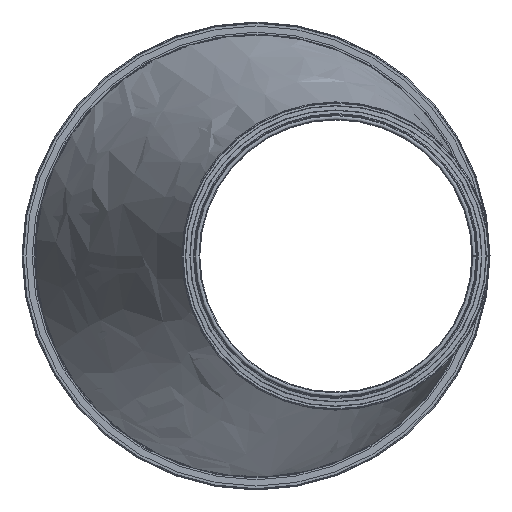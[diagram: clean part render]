
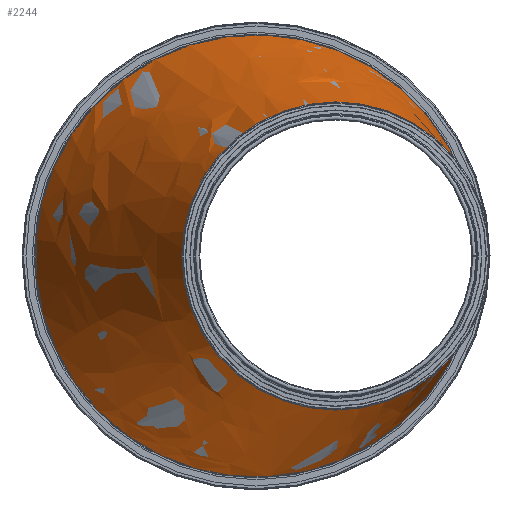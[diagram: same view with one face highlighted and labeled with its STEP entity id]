
A CAD part, left-side view. The second image highlights one B-rep face of the part: STEP entity #2244.
In plain terms, the highlighted free-form (B-spline) face has degree [1, 2] with [2, 9] control points.
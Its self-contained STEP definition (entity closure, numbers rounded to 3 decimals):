
#11=(
BOUNDED_SURFACE()
B_SPLINE_SURFACE(1,2,((#4008,#4009,#4010,#4011,#4012,#4013,#4014,#4015,
#4016),(#4017,#4018,#4019,#4020,#4021,#4022,#4023,#4024,#4025)),
 .UNSPECIFIED.,.F.,.T.,.F.)
B_SPLINE_SURFACE_WITH_KNOTS((2,2),(3,2,2,2,3),(-0.248,1.634),
(-3.142,-1.571,0.,1.571,3.142),
 .UNSPECIFIED.)
GEOMETRIC_REPRESENTATION_ITEM()
RATIONAL_B_SPLINE_SURFACE(((1.,0.707,1.,0.707,1.,
0.707,1.,0.707,1.),(1.,0.707,1.,0.707,
1.,0.707,1.,0.707,1.)))
REPRESENTATION_ITEM('')
SURFACE()
);
#22=B_SPLINE_CURVE_WITH_KNOTS('',1,(#4026,#4027),.UNSPECIFIED.,.F.,.F.,
(2,2),(-1.487,-0.015),.UNSPECIFIED.);
#278=FACE_OUTER_BOUND('',#464,.T.);
#464=EDGE_LOOP('',(#1662,#1663,#1664,#1665,#1666,#1667,#1668));
#627=CIRCLE('',#2471,79.5);
#628=CIRCLE('',#2472,79.5);
#629=CIRCLE('',#2473,79.5);
#636=CIRCLE('',#2486,124.475);
#637=CIRCLE('',#2487,124.475);
#1005=VERTEX_POINT('',#3681);
#1006=VERTEX_POINT('',#3682);
#1007=VERTEX_POINT('',#3684);
#1015=VERTEX_POINT('',#3811);
#1016=VERTEX_POINT('',#3812);
#1223=EDGE_CURVE('',#1005,#1006,#627,.T.);
#1224=EDGE_CURVE('',#1006,#1007,#628,.T.);
#1225=EDGE_CURVE('',#1007,#1005,#629,.T.);
#1235=EDGE_CURVE('',#1015,#1016,#636,.T.);
#1236=EDGE_CURVE('',#1016,#1015,#637,.T.);
#1245=EDGE_CURVE('',#1006,#1016,#22,.T.);
#1662=ORIENTED_EDGE('',*,*,#1225,.T.);
#1663=ORIENTED_EDGE('',*,*,#1223,.T.);
#1664=ORIENTED_EDGE('',*,*,#1245,.T.);
#1665=ORIENTED_EDGE('',*,*,#1236,.T.);
#1666=ORIENTED_EDGE('',*,*,#1235,.T.);
#1667=ORIENTED_EDGE('',*,*,#1245,.F.);
#1668=ORIENTED_EDGE('',*,*,#1224,.T.);
#2244=ADVANCED_FACE('',(#278),#11,.F.);
#2471=AXIS2_PLACEMENT_3D('',#3683,#2998,#2999);
#2472=AXIS2_PLACEMENT_3D('',#3685,#3000,#3001);
#2473=AXIS2_PLACEMENT_3D('',#3686,#3002,#3003);
#2486=AXIS2_PLACEMENT_3D('',#3813,#3029,#3030);
#2487=AXIS2_PLACEMENT_3D('',#3814,#3031,#3032);
#2998=DIRECTION('center_axis',(0.,0.,-1.));
#2999=DIRECTION('ref_axis',(1.,0.,0.));
#3000=DIRECTION('center_axis',(0.,0.,-1.));
#3001=DIRECTION('ref_axis',(1.,0.,0.));
#3002=DIRECTION('center_axis',(0.,0.,-1.));
#3003=DIRECTION('ref_axis',(1.,0.,0.));
#3029=DIRECTION('center_axis',(0.,0.,1.));
#3030=DIRECTION('ref_axis',(1.,0.,0.));
#3031=DIRECTION('center_axis',(0.,0.,1.));
#3032=DIRECTION('ref_axis',(1.,0.,0.));
#3681=CARTESIAN_POINT('',(-79.5,0.,0.));
#3682=CARTESIAN_POINT('',(-4.75,79.358,0.));
#3683=CARTESIAN_POINT('Origin',(0.,0.,0.));
#3684=CARTESIAN_POINT('',(79.5,0.,0.));
#3685=CARTESIAN_POINT('Origin',(0.,0.,0.));
#3686=CARTESIAN_POINT('Origin',(0.,0.,0.));
#3811=CARTESIAN_POINT('',(-79.5,0.,-173.));
#3812=CARTESIAN_POINT('',(37.538,124.253,-173.));
#3813=CARTESIAN_POINT('Origin',(44.975,0.,-173.));
#3814=CARTESIAN_POINT('Origin',(44.975,0.,-173.));
#4008=CARTESIAN_POINT('Ctrl Pts',(45.092,132.272,-203.904));
#4009=CARTESIAN_POINT('Ctrl Pts',(-79.5,132.272,-234.358));
#4010=CARTESIAN_POINT('Ctrl Pts',(-79.5,0.,
-234.358));
#4011=CARTESIAN_POINT('Ctrl Pts',(-79.5,-132.272,-234.358));
#4012=CARTESIAN_POINT('Ctrl Pts',(45.092,-132.272,-203.904));
#4013=CARTESIAN_POINT('Ctrl Pts',(169.683,-132.272,-173.449));
#4014=CARTESIAN_POINT('Ctrl Pts',(169.683,0.,
-173.449));
#4015=CARTESIAN_POINT('Ctrl Pts',(169.683,132.272,-173.449));
#4016=CARTESIAN_POINT('Ctrl Pts',(45.092,132.272,-203.904));
#4017=CARTESIAN_POINT('Ctrl Pts',(-8.965,74.884,17.242));
#4018=CARTESIAN_POINT('Ctrl Pts',(-79.5,74.884,0.));
#4019=CARTESIAN_POINT('Ctrl Pts',(-79.5,0.,0.));
#4020=CARTESIAN_POINT('Ctrl Pts',(-79.5,-74.884,0.));
#4021=CARTESIAN_POINT('Ctrl Pts',(-8.965,-74.884,17.242));
#4022=CARTESIAN_POINT('Ctrl Pts',(61.571,-74.884,34.483));
#4023=CARTESIAN_POINT('Ctrl Pts',(61.571,0.,
34.483));
#4024=CARTESIAN_POINT('Ctrl Pts',(61.571,74.884,34.483));
#4025=CARTESIAN_POINT('Ctrl Pts',(-8.965,74.884,17.242));
#4026=CARTESIAN_POINT('Ctrl Pts',(-4.75,79.358,0.));
#4027=CARTESIAN_POINT('Ctrl Pts',(37.538,124.253,-173.));
